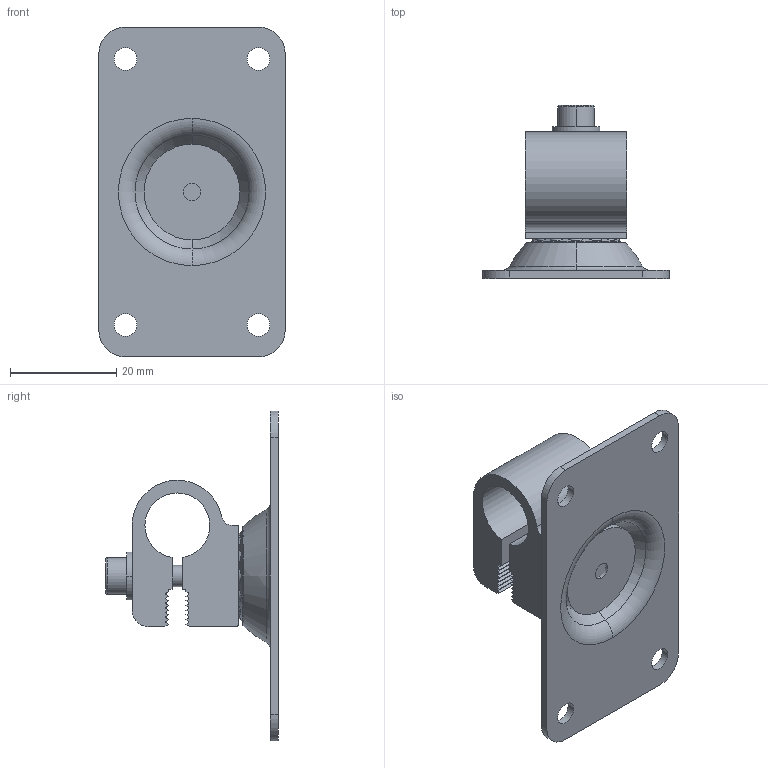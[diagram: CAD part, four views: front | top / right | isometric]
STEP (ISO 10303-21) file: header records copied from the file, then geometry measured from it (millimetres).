
FILE_DESCRIPTION((''),'2;1');
FILE_NAME('CAD6616A','2022-12-19T15:49:47',('hhuscher'),(''),'CREO PARAMETRIC BY PTC INC, 2019292','CREO PARAMETRIC BY PTC INC, 2019292','');
FILE_SCHEMA(('CONFIG_CONTROL_DESIGN','SHAPE_APPEARANCE_LAYERS_GROUPS'));
Length unit declared in the file: millimetre
Products named in the file (1): CAD6616A
Bounding box: 35 x 32.5 x 62 mm (x, y, z)
Volume: 4148.6 mm3; surface area: 9535.6 mm2
Topology: 2 solids, 6 shells, 222 faces, 644 edges, 408 vertices
Faces by surface type: plane 85, cylinder 65, sphere 30, cone 20, bspline 14, torus 8
Entity records: 8479 total; most frequent: CARTESIAN_POINT 2860, ORIENTED_EDGE 1224, DIRECTION 1088, EDGE_CURVE 620, AXIS2_PLACEMENT_3D 437, VERTEX_POINT 408, EDGE_LOOP 240, CIRCLE 228
